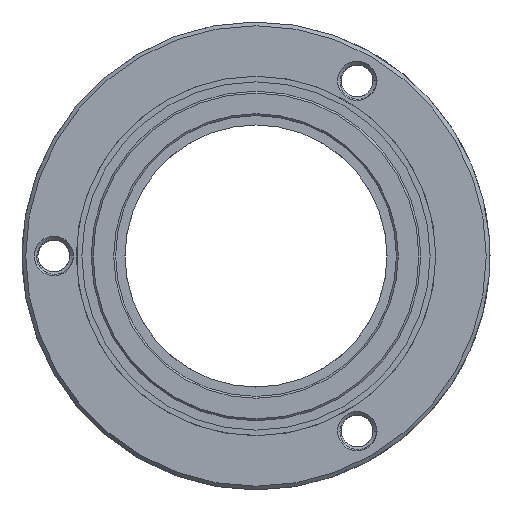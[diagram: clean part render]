
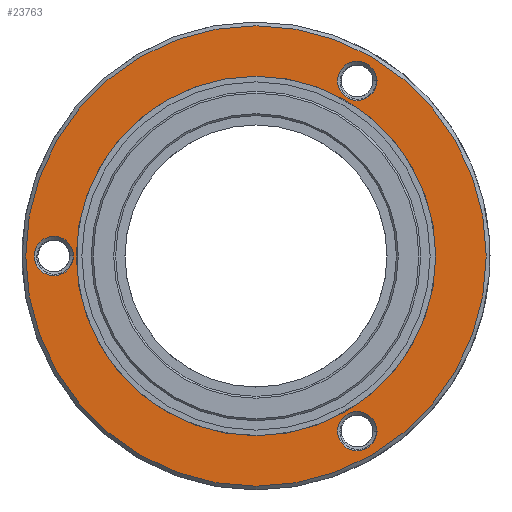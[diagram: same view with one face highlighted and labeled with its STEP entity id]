
A CAD part, left-side view. The second image highlights one B-rep face of the part: STEP entity #23763.
In plain terms, the highlighted planar face has unit normal (-1, 0, 0).
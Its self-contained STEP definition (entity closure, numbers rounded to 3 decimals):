
#15 = ORIENTED_EDGE ( 'NONE', *, *, #20434, .T. ) ;
#1378 = ORIENTED_EDGE ( 'NONE', *, *, #14774, .F. ) ;
#1520 = CARTESIAN_POINT ( 'NONE',  ( 8., 10.8, -1.05 ) ) ;
#1641 = VERTEX_POINT ( 'NONE', #5210 ) ;
#2186 = EDGE_LOOP ( 'NONE', ( #14879 ) ) ;
#2199 = DIRECTION ( 'NONE',  ( 0., 0., -1. ) ) ;
#2763 = CARTESIAN_POINT ( 'NONE',  ( 8., -5.4, -9.353 ) ) ;
#2813 = EDGE_LOOP ( 'NONE', ( #11959 ) ) ;
#3085 = CARTESIAN_POINT ( 'NONE',  ( 8., 0., 0. ) ) ;
#3166 = CIRCLE ( 'NONE', #10481, 1.05 ) ;
#3230 = CARTESIAN_POINT ( 'NONE',  ( 8., 10.8, 0. ) ) ;
#5019 = DIRECTION ( 'NONE',  ( 0., 0., -1. ) ) ;
#5066 = DIRECTION ( 'NONE',  ( 0., 0., -1. ) ) ;
#5210 = CARTESIAN_POINT ( 'NONE',  ( 8., 0., -12.3 ) ) ;
#5403 = DIRECTION ( 'NONE',  ( 1., 0., 0. ) ) ;
#6887 = VERTEX_POINT ( 'NONE', #18801 ) ;
#7156 = AXIS2_PLACEMENT_3D ( 'NONE', #3085, #16310, #24022 ) ;
#7323 = FACE_BOUND ( 'NONE', #2813, .T. ) ;
#7564 = PLANE ( 'NONE',  #7613 ) ;
#7613 = AXIS2_PLACEMENT_3D ( 'NONE', #21025, #5403, #11723 ) ;
#7694 = CIRCLE ( 'NONE', #23451, 1.05 ) ;
#9331 = EDGE_CURVE ( 'NONE', #1641, #1641, #21487, .T. ) ;
#9744 = CARTESIAN_POINT ( 'NONE',  ( 8., -5.4, 9.353 ) ) ;
#10481 = AXIS2_PLACEMENT_3D ( 'NONE', #3230, #24656, #5019 ) ;
#10728 = FACE_OUTER_BOUND ( 'NONE', #2186, .T. ) ;
#10791 = VERTEX_POINT ( 'NONE', #1520 ) ;
#11050 = CARTESIAN_POINT ( 'NONE',  ( 8., 0., 9.6 ) ) ;
#11218 = EDGE_LOOP ( 'NONE', ( #1378 ) ) ;
#11723 = DIRECTION ( 'NONE',  ( 0., 0., -1. ) ) ;
#11941 = AXIS2_PLACEMENT_3D ( 'NONE', #2763, #22462, #5066 ) ;
#11959 = ORIENTED_EDGE ( 'NONE', *, *, #24553, .T. ) ;
#12267 = DIRECTION ( 'NONE',  ( -1., 0., 0. ) ) ;
#13079 = VERTEX_POINT ( 'NONE', #24227 ) ;
#13269 = FACE_BOUND ( 'NONE', #13762, .T. ) ;
#13762 = EDGE_LOOP ( 'NONE', ( #19818 ) ) ;
#14030 = CIRCLE ( 'NONE', #7156, 9.6 ) ;
#14176 = AXIS2_PLACEMENT_3D ( 'NONE', #21801, #12267, #16082 ) ;
#14587 = VERTEX_POINT ( 'NONE', #11050 ) ;
#14774 = EDGE_CURVE ( 'NONE', #14587, #14587, #14030, .T. ) ;
#14879 = ORIENTED_EDGE ( 'NONE', *, *, #9331, .T. ) ;
#15513 = EDGE_LOOP ( 'NONE', ( #15 ) ) ;
#16082 = DIRECTION ( 'NONE',  ( 0., 0., -1. ) ) ;
#16310 = DIRECTION ( 'NONE',  ( -1., 0., 0. ) ) ;
#18657 = EDGE_CURVE ( 'NONE', #13079, #13079, #7694, .T. ) ;
#18801 = CARTESIAN_POINT ( 'NONE',  ( 8., -5.4, -10.403 ) ) ;
#19365 = FACE_BOUND ( 'NONE', #11218, .T. ) ;
#19818 = ORIENTED_EDGE ( 'NONE', *, *, #18657, .T. ) ;
#20434 = EDGE_CURVE ( 'NONE', #6887, #6887, #22491, .T. ) ;
#21025 = CARTESIAN_POINT ( 'NONE',  ( 8., 12.5, 0. ) ) ;
#21163 = DIRECTION ( 'NONE',  ( 1., 0., 0. ) ) ;
#21487 = CIRCLE ( 'NONE', #14176, 12.3 ) ;
#21801 = CARTESIAN_POINT ( 'NONE',  ( 8., 0., 0. ) ) ;
#22462 = DIRECTION ( 'NONE',  ( 1., 0., 0. ) ) ;
#22491 = CIRCLE ( 'NONE', #11941, 1.05 ) ;
#23451 = AXIS2_PLACEMENT_3D ( 'NONE', #9744, #21163, #2199 ) ;
#23763 = ADVANCED_FACE ( 'NONE', ( #10728, #25026, #13269, #7323, #19365 ), #7564, .F. ) ;
#24022 = DIRECTION ( 'NONE',  ( 0., 0., 1. ) ) ;
#24227 = CARTESIAN_POINT ( 'NONE',  ( 8., -5.4, 8.303 ) ) ;
#24553 = EDGE_CURVE ( 'NONE', #10791, #10791, #3166, .T. ) ;
#24656 = DIRECTION ( 'NONE',  ( 1., 0., 0. ) ) ;
#25026 = FACE_BOUND ( 'NONE', #15513, .T. ) ;
